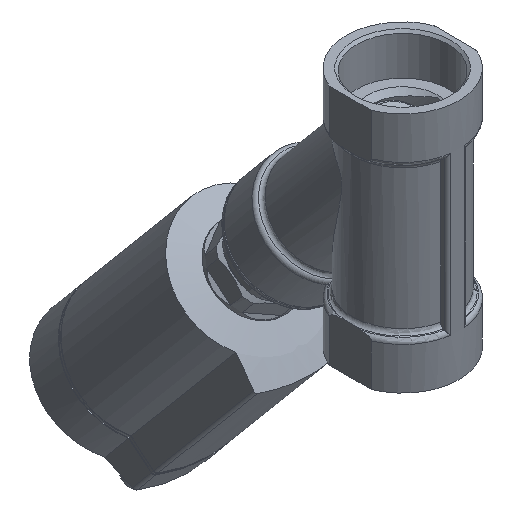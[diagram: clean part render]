
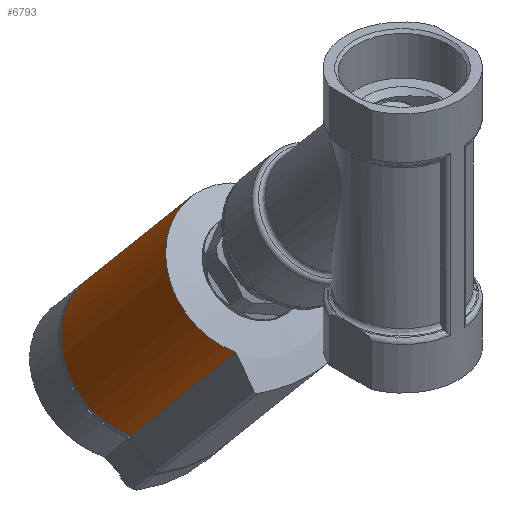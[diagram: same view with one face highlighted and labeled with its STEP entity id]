
A CAD part, isometric view. The second image highlights one B-rep face of the part: STEP entity #6793.
In plain terms, the highlighted cylindrical face has radius 41.25 mm (diameter 82.5 mm), a partial arc.
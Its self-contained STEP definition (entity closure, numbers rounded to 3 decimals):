
#727=CIRCLE('',#8624,41.25);
#731=CIRCLE('',#8629,41.25);
#1665=ORIENTED_EDGE('',*,*,#3260,.F.);
#1666=ORIENTED_EDGE('',*,*,#3261,.F.);
#1667=ORIENTED_EDGE('',*,*,#3254,.F.);
#1668=ORIENTED_EDGE('',*,*,#3262,.T.);
#3254=EDGE_CURVE('',#4111,#4112,#727,.T.);
#3260=EDGE_CURVE('',#4115,#4116,#731,.F.);
#3261=EDGE_CURVE('',#4112,#4115,#4636,.T.);
#3262=EDGE_CURVE('',#4111,#4116,#4637,.T.);
#4111=VERTEX_POINT('',#12683);
#4112=VERTEX_POINT('',#12685);
#4115=VERTEX_POINT('',#12695);
#4116=VERTEX_POINT('',#12696);
#4636=LINE('',#12697,#4917);
#4637=LINE('',#12698,#4918);
#4917=VECTOR('',#9986,1000.);
#4918=VECTOR('',#9987,1000.);
#5315=EDGE_LOOP('',(#1665,#1666,#1667,#1668));
#6017=FACE_BOUND('',#5315,.T.);
#6551=CYLINDRICAL_SURFACE('',#8628,41.25);
#6793=ADVANCED_FACE('',(#6017),#6551,.T.);
#8624=AXIS2_PLACEMENT_3D('',#12684,#9972,#9973);
#8628=AXIS2_PLACEMENT_3D('',#12693,#9982,#9983);
#8629=AXIS2_PLACEMENT_3D('',#12694,#9984,#9985);
#9972=DIRECTION('',(0.,1.,0.));
#9973=DIRECTION('',(1.,0.,0.));
#9982=DIRECTION('',(0.,-1.,0.));
#9983=DIRECTION('',(0.,0.,-1.));
#9984=DIRECTION('',(0.,1.,0.));
#9985=DIRECTION('',(0.,0.,1.));
#9986=DIRECTION('',(0.,-1.,0.));
#9987=DIRECTION('',(0.,-1.,0.));
#12683=CARTESIAN_POINT('',(-28.312,137.,30.));
#12684=CARTESIAN_POINT('',(0.,137.,0.));
#12685=CARTESIAN_POINT('',(-28.312,137.,-30.));
#12693=CARTESIAN_POINT('',(0.,137.,0.));
#12694=CARTESIAN_POINT('',(0.,35.59,0.));
#12695=CARTESIAN_POINT('',(-28.312,35.59,-30.));
#12696=CARTESIAN_POINT('',(-28.312,35.59,30.));
#12697=CARTESIAN_POINT('',(-28.312,137.,-30.));
#12698=CARTESIAN_POINT('',(-28.312,137.,30.));
